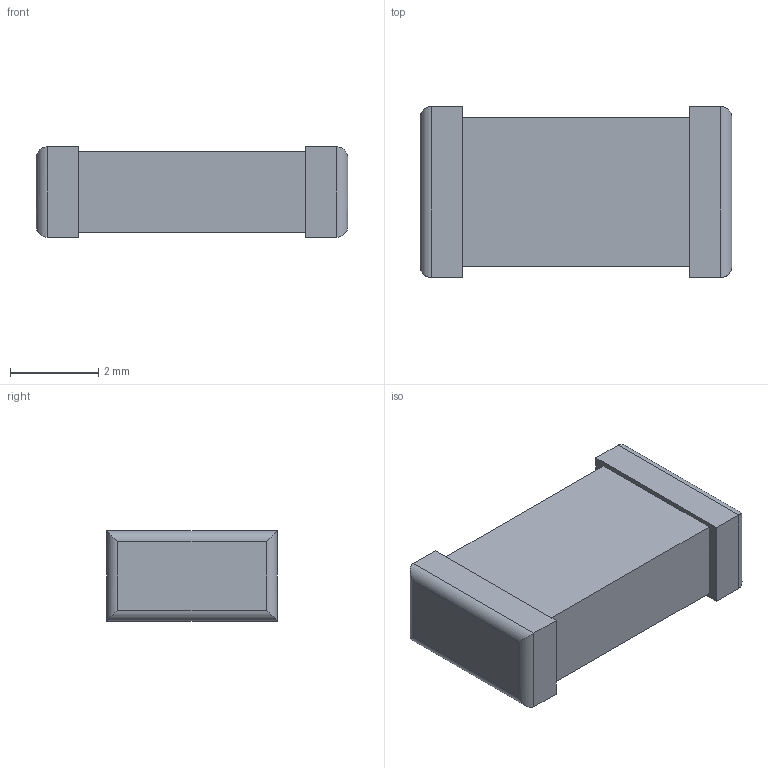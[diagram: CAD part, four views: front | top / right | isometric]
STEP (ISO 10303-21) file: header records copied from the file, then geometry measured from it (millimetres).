
FILE_DESCRIPTION (( 'STEP AP214' ), '1' );
FILE_NAME ('fuse-real.STEP', '2022-09-24T14:30:09', ( '' ), ( '' ), 'SwSTEP 2.0', 'SolidWorks 2021', '' );
FILE_SCHEMA (( 'AUTOMOTIVE_DESIGN' ));
Length unit declared in the file: millimetre
Products named in the file (1): fuse-real
Bounding box: 7.08 x 3.88 x 2.05 mm (x, y, z)
Volume: 47.3 mm3; surface area: 93.5 mm2
Topology: 1 solids, 1 shells, 24 faces, 52 edges, 32 vertices
Faces by surface type: plane 16, cylinder 8
Entity records: 930 total; most frequent: CARTESIAN_POINT 133, ORIENTED_EDGE 104, DIRECTION 94, EDGE_CURVE 52, LINE 44, VECTOR 44, VERTEX_POINT 32, UNCERTAINTY_MEASURE_WITH_UNIT 27
